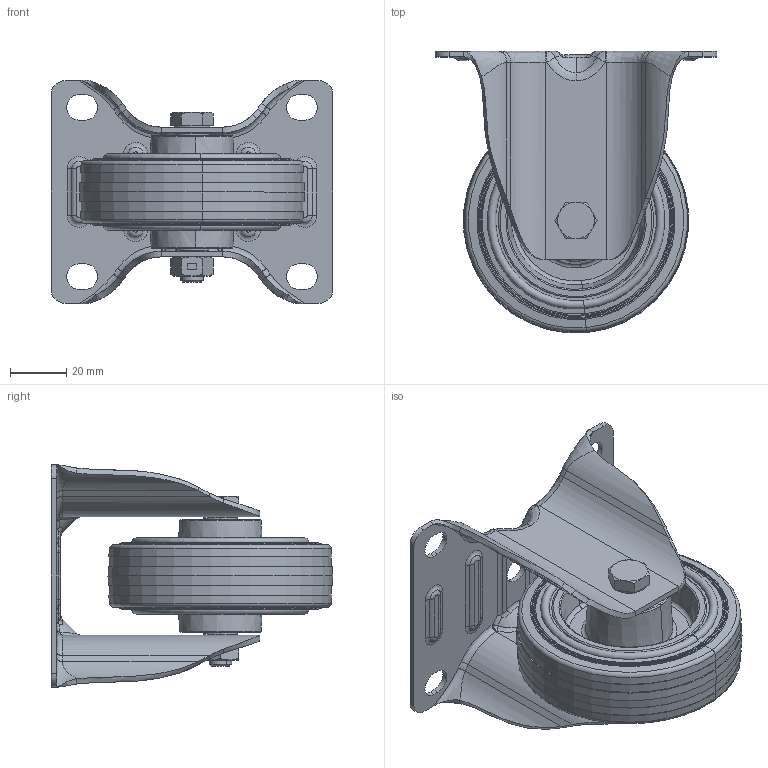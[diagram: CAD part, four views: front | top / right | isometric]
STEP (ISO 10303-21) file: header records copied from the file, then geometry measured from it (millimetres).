
FILE_DESCRIPTION (( 'STEP AP214' ), '1' );
FILE_NAME ('0056357.step', '2023-11-15T14:37:15', ( '' ), ( '' ), 'SwSTEP 2.0', 'SolidWorks 2020', '' );
FILE_SCHEMA (( 'AUTOMOTIVE_DESIGN' ));
Length unit declared in the file: millimetre
Products named in the file (1): 0056357
Bounding box: 100 x 99.87 x 79.31 mm (x, y, z)
Volume: 140432.1 mm3; surface area: 75484.7 mm2
Topology: 8 solids, 8 shells, 482 faces, 1122 edges, 670 vertices
Faces by surface type: cylinder 136, plane 112, bspline 108, cone 64, torus 62
Entity records: 26399 total; most frequent: CARTESIAN_POINT 10779, ORIENTED_EDGE 2220, DIRECTION 1986, EDGE_CURVE 1110, AXIS2_PLACEMENT_3D 809, VERTEX_POINT 670, EDGE_LOOP 534, UNCERTAINTY_MEASURE_WITH_UNIT 492
